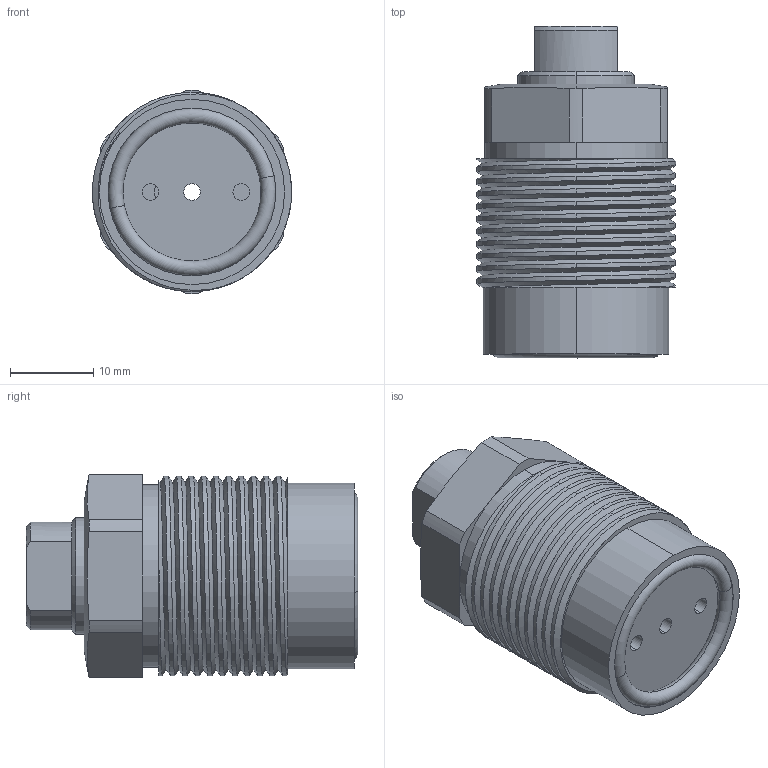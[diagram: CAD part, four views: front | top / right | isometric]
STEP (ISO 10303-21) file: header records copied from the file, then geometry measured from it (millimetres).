
FILE_DESCRIPTION (( 'STEP AP214' ), '1' );
FILE_NAME ('CTC-K024AS.STEP', '2018-10-27T07:07:02', ( '' ), ( '' ), 'SwSTEP 2.0', 'SolidWorks 2016', '' );
FILE_SCHEMA (( 'AUTOMOTIVE_DESIGN' ));
Length unit declared in the file: millimetre
Products named in the file (4): CTC-K024(0); CTC-K024-AS(HSG); CTC-K024-AS(BT); CTC-K024AS
Assembly tree (3 placements, depth 2):
  CTC-K024AS
    CTC-K024-AS(BT)
    CTC-K024-AS(HSG)
    CTC-K024(0)
Bounding box: 24 x 39.95 x 24.5 mm (x, y, z)
Volume: 12285.9 mm3; surface area: 8340.3 mm2
Topology: 3 solids, 3 shells, 93 faces, 230 edges, 147 vertices
Faces by surface type: cylinder 54, plane 26, cone 7, torus 4, bspline 2
Entity records: 4658 total; most frequent: CARTESIAN_POINT 2344, ORIENTED_EDGE 460, DIRECTION 456, EDGE_CURVE 230, AXIS2_PLACEMENT_3D 187, VERTEX_POINT 147, EDGE_LOOP 107, ADVANCED_FACE 93
